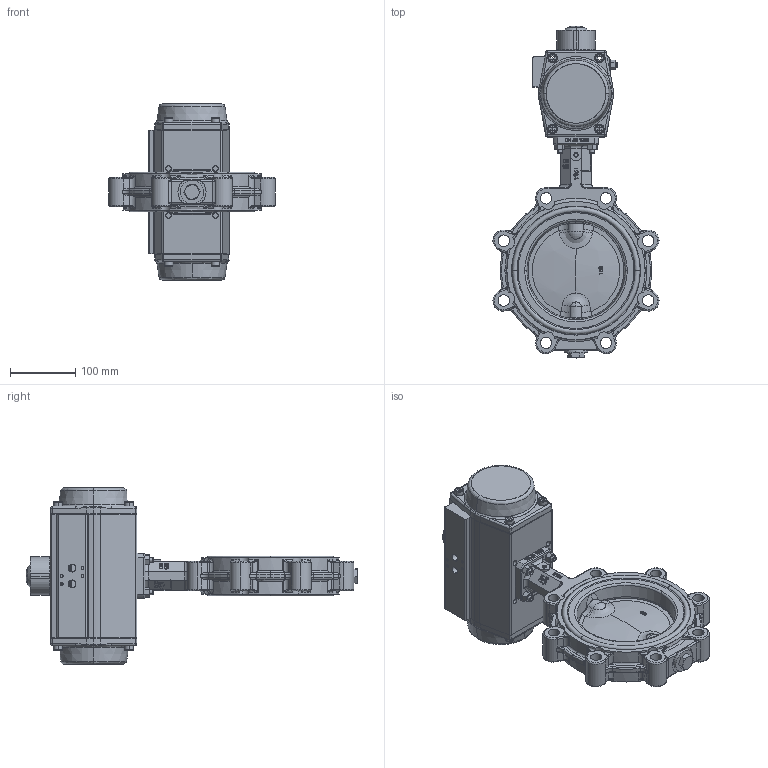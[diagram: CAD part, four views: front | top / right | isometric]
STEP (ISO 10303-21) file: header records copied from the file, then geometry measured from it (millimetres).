
FILE_DESCRIPTION (( 'STEP AP203' ), '1' );
FILE_NAME ('AK02_DN150_GD_pneu..STEP', '2022-11-04T07:18:53', ( '' ), ( '' ), 'SwSTEP 2.0', 'SolidWorks 2021', '' );
FILE_SCHEMA (( 'CONFIG_CONTROL_DESIGN' ));
Length unit declared in the file: metre
Products named in the file (1): AK02_DN150_GD_pneu.
Bounding box: 254.93 x 509.19 x 270 mm (x, y, z)
Surface area: 388014.4 mm2 (no closed solid volume)
Topology: 0 solids, 377 shells, 1202 faces, 4590 edges, 3685 vertices
Faces by surface type: cylinder 386, plane 365, torus 193, bspline 155, cone 90, sphere 13
Entity records: 78316 total; most frequent: CARTESIAN_POINT 42259, DIRECTION 7017, ORIENTED_EDGE 6424, EDGE_CURVE 4552, VERTEX_POINT 3685, AXIS2_PLACEMENT_3D 2598, VECTOR 1821, LINE 1821
